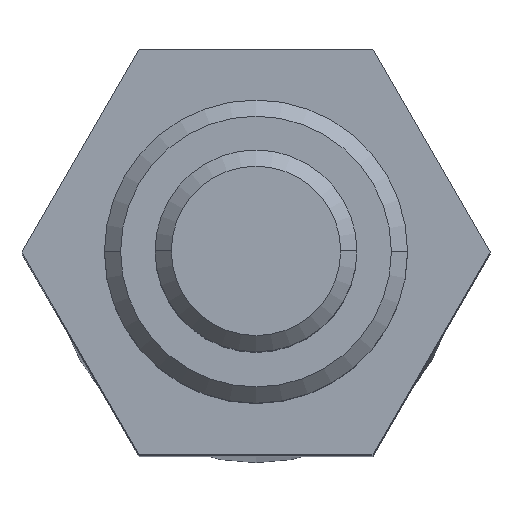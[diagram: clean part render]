
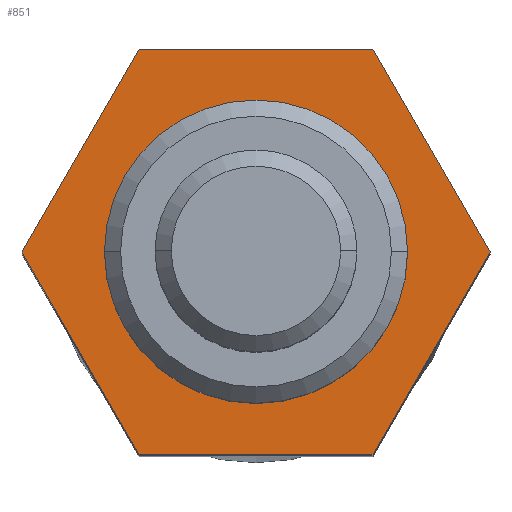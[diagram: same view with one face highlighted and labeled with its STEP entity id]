
A CAD part, top view. The second image highlights one B-rep face of the part: STEP entity #851.
In plain terms, the highlighted planar face has unit normal (0, 0, 1).
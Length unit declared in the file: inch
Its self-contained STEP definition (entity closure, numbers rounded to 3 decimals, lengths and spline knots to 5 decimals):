
#10 = PLANE ( 'NONE',  #663 ) ;
#37 = DIRECTION ( 'NONE',  ( 0., 0., 1. ) ) ;
#42 = EDGE_CURVE ( 'NONE', #1158, #677, #496, .T. ) ;
#52 = CARTESIAN_POINT ( 'NONE',  ( -0.187, 0., 5.965 ) ) ;
#76 = VECTOR ( 'NONE', #441, 39.37008 ) ;
#83 = LINE ( 'NONE', #1016, #76 ) ;
#100 = CARTESIAN_POINT ( 'NONE',  ( 0.28868, 0., 5.965 ) ) ;
#110 = DIRECTION ( 'NONE',  ( -0.5, -0.866, 0. ) ) ;
#124 = CARTESIAN_POINT ( 'NONE',  ( 0., 0., 5.965 ) ) ;
#158 = EDGE_CURVE ( 'NONE', #677, #1062, #432, .T. ) ;
#179 = DIRECTION ( 'NONE',  ( 1., 0., 0. ) ) ;
#206 = DIRECTION ( 'NONE',  ( 1., 0., 0. ) ) ;
#227 = FACE_BOUND ( 'NONE', #834, .T. ) ;
#233 = DIRECTION ( 'NONE',  ( 0.5, -0.866, 0. ) ) ;
#234 = FACE_OUTER_BOUND ( 'NONE', #765, .T. ) ;
#254 = CARTESIAN_POINT ( 'NONE',  ( 0.187, 0., 5.965 ) ) ;
#260 = CARTESIAN_POINT ( 'NONE',  ( -0.28868, 0., 5.965 ) ) ;
#261 = VECTOR ( 'NONE', #110, 39.37008 ) ;
#263 = LINE ( 'NONE', #582, #261 ) ;
#337 = VECTOR ( 'NONE', #457, 39.37008 ) ;
#340 = LINE ( 'NONE', #1029, #337 ) ;
#341 = CIRCLE ( 'NONE', #736, 0.187 ) ;
#342 = VECTOR ( 'NONE', #233, 39.37008 ) ;
#364 = LINE ( 'NONE', #872, #342 ) ;
#415 = AXIS2_PLACEMENT_3D ( 'NONE', #124, #839, #206 ) ;
#432 = LINE ( 'NONE', #1027, #449 ) ;
#441 = DIRECTION ( 'NONE',  ( 0.5, 0.866, 0. ) ) ;
#449 = VECTOR ( 'NONE', #1014, 39.37008 ) ;
#457 = DIRECTION ( 'NONE',  ( 1., 0., 0. ) ) ;
#482 = VECTOR ( 'NONE', #1101, 39.37008 ) ;
#496 = LINE ( 'NONE', #1104, #482 ) ;
#526 = ORIENTED_EDGE ( 'NONE', *, *, #690, .T. ) ;
#574 = DIRECTION ( 'NONE',  ( 1., 0., 0. ) ) ;
#582 = CARTESIAN_POINT ( 'NONE',  ( -0.14434, 0.25, 5.965 ) ) ;
#593 = ORIENTED_EDGE ( 'NONE', *, *, #1232, .F. ) ;
#659 = ORIENTED_EDGE ( 'NONE', *, *, #808, .T. ) ;
#663 = AXIS2_PLACEMENT_3D ( 'NONE', #100, #1241, #179 ) ;
#677 = VERTEX_POINT ( 'NONE', #762 ) ;
#690 = EDGE_CURVE ( 'NONE', #1054, #693, #364, .T. ) ;
#693 = VERTEX_POINT ( 'NONE', #989 ) ;
#702 = EDGE_CURVE ( 'NONE', #693, #1011, #340, .T. ) ;
#704 = EDGE_CURVE ( 'NONE', #709, #1026, #341, .T. ) ;
#705 = ORIENTED_EDGE ( 'NONE', *, *, #1048, .T. ) ;
#709 = VERTEX_POINT ( 'NONE', #52 ) ;
#736 = AXIS2_PLACEMENT_3D ( 'NONE', #1061, #37, #574 ) ;
#762 = CARTESIAN_POINT ( 'NONE',  ( 0.14434, 0.25, 5.965 ) ) ;
#765 = EDGE_LOOP ( 'NONE', ( #705, #1293, #1018, #659, #526, #1091 ) ) ;
#808 = EDGE_CURVE ( 'NONE', #1062, #1054, #263, .T. ) ;
#832 = ORIENTED_EDGE ( 'NONE', *, *, #704, .F. ) ;
#834 = EDGE_LOOP ( 'NONE', ( #832, #593 ) ) ;
#839 = DIRECTION ( 'NONE',  ( 0., 0., 1. ) ) ;
#851 = ADVANCED_FACE ( 'NONE', ( #234, #227 ), #10, .T. ) ;
#872 = CARTESIAN_POINT ( 'NONE',  ( -0.28868, 0., 5.965 ) ) ;
#989 = CARTESIAN_POINT ( 'NONE',  ( -0.14434, -0.25, 5.965 ) ) ;
#1011 = VERTEX_POINT ( 'NONE', #1283 ) ;
#1014 = DIRECTION ( 'NONE',  ( -1., 0., 0. ) ) ;
#1016 = CARTESIAN_POINT ( 'NONE',  ( 0.14434, -0.25, 5.965 ) ) ;
#1018 = ORIENTED_EDGE ( 'NONE', *, *, #158, .T. ) ;
#1026 = VERTEX_POINT ( 'NONE', #254 ) ;
#1027 = CARTESIAN_POINT ( 'NONE',  ( 0.14434, 0.25, 5.965 ) ) ;
#1029 = CARTESIAN_POINT ( 'NONE',  ( -0.14434, -0.25, 5.965 ) ) ;
#1047 = CARTESIAN_POINT ( 'NONE',  ( 0.28868, 0., 5.965 ) ) ;
#1048 = EDGE_CURVE ( 'NONE', #1011, #1158, #83, .T. ) ;
#1054 = VERTEX_POINT ( 'NONE', #260 ) ;
#1061 = CARTESIAN_POINT ( 'NONE',  ( 0., 0., 5.965 ) ) ;
#1062 = VERTEX_POINT ( 'NONE', #1128 ) ;
#1091 = ORIENTED_EDGE ( 'NONE', *, *, #702, .T. ) ;
#1101 = DIRECTION ( 'NONE',  ( -0.5, 0.866, 0. ) ) ;
#1104 = CARTESIAN_POINT ( 'NONE',  ( 0.28868, 0., 5.965 ) ) ;
#1128 = CARTESIAN_POINT ( 'NONE',  ( -0.14434, 0.25, 5.965 ) ) ;
#1158 = VERTEX_POINT ( 'NONE', #1047 ) ;
#1171 = CIRCLE ( 'NONE', #415, 0.187 ) ;
#1232 = EDGE_CURVE ( 'NONE', #1026, #709, #1171, .T. ) ;
#1241 = DIRECTION ( 'NONE',  ( 0., 0., 1. ) ) ;
#1283 = CARTESIAN_POINT ( 'NONE',  ( 0.14434, -0.25, 5.965 ) ) ;
#1293 = ORIENTED_EDGE ( 'NONE', *, *, #42, .T. ) ;
